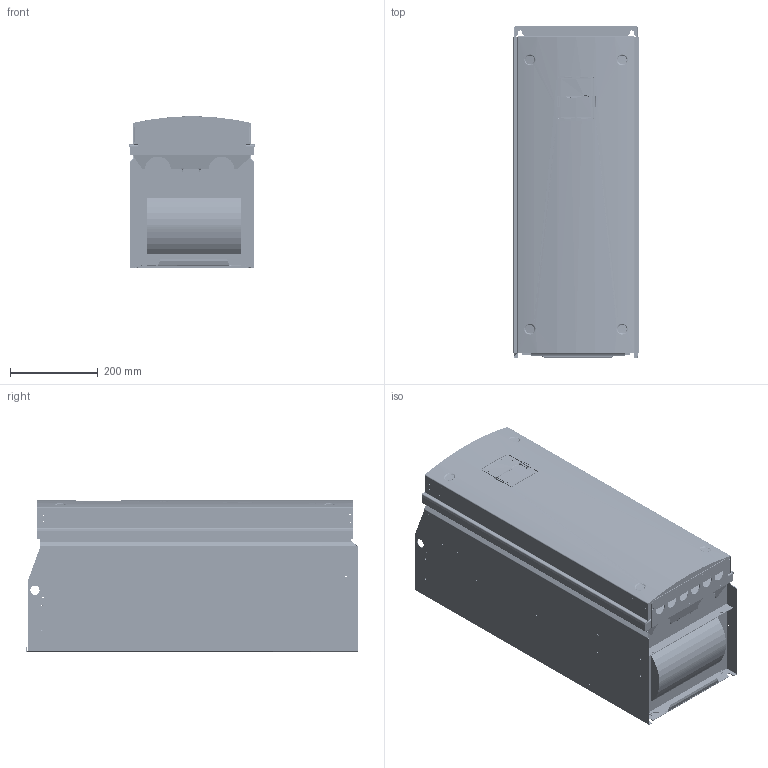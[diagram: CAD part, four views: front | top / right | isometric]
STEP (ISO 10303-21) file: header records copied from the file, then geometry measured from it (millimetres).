
FILE_DESCRIPTION((''),'2;1');
FILE_NAME('OUT_NXP_FR8_WITHLCP','2020-03-12T',('U377409'),('Danfoss Drives A/S'),'CREO PARAMETRIC BY PTC INC, 2018070','CREO PARAMETRIC BY PTC INC, 2018070','');
FILE_SCHEMA(('CONFIG_CONTROL_DESIGN','GEOMETRIC_VALIDATION_PROPERTIES_MIM'));
Length unit declared in the file: millimetre
Products named in the file (1): OUT_NXP_FR8_WITHLCP
Bounding box: 288.9 x 758.5 x 346.16 mm (x, y, z)
Volume: 133192.1 mm3; surface area: 2683840.4 mm2
Topology: 1 solids, 6 shells, 3509 faces, 11569 edges, 7835 vertices
Faces by surface type: cylinder 2236, plane 1028, torus 79, bspline 64, cone 42, sphere 40, extrusion 20
Entity records: 176137 total; most frequent: CARTESIAN_POINT 34834, ORIENTED_EDGE 23065, DIRECTION 21287, PRESENTATION_STYLE_ASSIGNMENT 11672, STYLED_ITEM 11554, CURVE_STYLE 11548, EDGE_CURVE 11540, AXIS2_PLACEMENT_3D 8132
